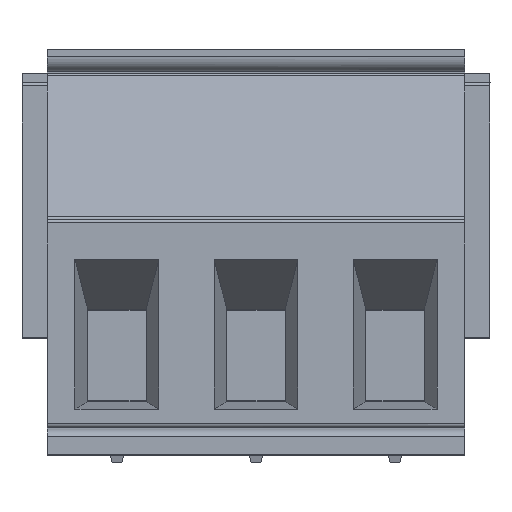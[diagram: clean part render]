
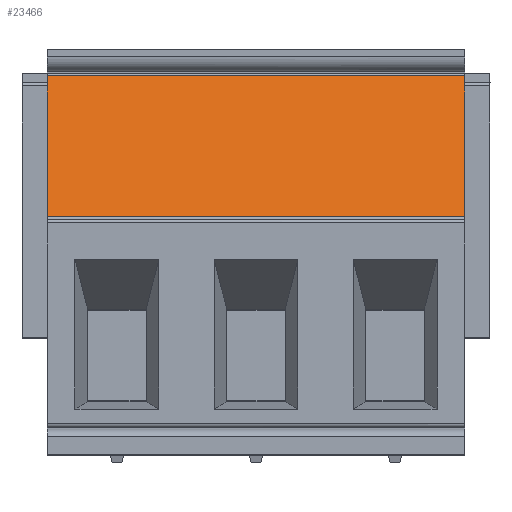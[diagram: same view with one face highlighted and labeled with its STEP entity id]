
A CAD part, top view. The second image highlights one B-rep face of the part: STEP entity #23466.
In plain terms, the highlighted free-form (B-spline) face has degree [1, 1] with [2, 2] control points.
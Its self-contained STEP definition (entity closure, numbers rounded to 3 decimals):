
#20884 = B_SPLINE_SURFACE_WITH_KNOTS('',1,1,(
    (#20885,#20886)
    ,(#20887,#20888
    )),.UNSPECIFIED.,.F.,.F.,.F.,(2,2),(2,2),(-7.269,
    0.681),(-5.675,5.425),
  .PIECEWISE_BEZIER_KNOTS.);
#20885 = CARTESIAN_POINT('',(0.638,-2.958,12.034));
#20886 = CARTESIAN_POINT('',(0.638,7.239,12.034));
#20887 = CARTESIAN_POINT('',(0.638,-2.958,4.731));
#20888 = CARTESIAN_POINT('',(0.638,7.239,4.731));
#20932 = B_SPLINE_SURFACE_WITH_KNOTS('',1,1,(
    (#20933,#20934)
    ,(#20935,#20936
  )),.UNSPECIFIED.,.F.,.F.,.F.,(2,2),(2,2),(-8.95,-1.),(0.,11.1),
  .PIECEWISE_BEZIER_KNOTS.);
#20933 = CARTESIAN_POINT('',(11.138,-2.958,12.034)
  );
#20934 = CARTESIAN_POINT('',(11.138,7.239,12.034));
#20935 = CARTESIAN_POINT('',(11.138,-2.958,4.731));
#20936 = CARTESIAN_POINT('',(11.138,7.239,4.731));
#21203 = VERTEX_POINT('',#21204);
#21204 = CARTESIAN_POINT('',(0.638,3.032,11.646));
#21218 = ( BOUNDED_SURFACE() B_SPLINE_SURFACE(2,1,(
    (#21219,#21220)
    ,(#21221,#21222)
    ,(#21223,#21224
)),.UNSPECIFIED.,.F.,.F.,.F.) B_SPLINE_SURFACE_WITH_KNOTS((3,3),(2,2),(
    4.712,5.98),(0.,11.43),.PIECEWISE_BEZIER_KNOTS.) 
GEOMETRIC_REPRESENTATION_ITEM() RATIONAL_B_SPLINE_SURFACE((
    (1.,1.)
    ,(0.806,0.806)
,(1.,1.))) REPRESENTATION_ITEM('') SURFACE() );
#21219 = CARTESIAN_POINT('',(0.638,2.967,11.734));
#21220 = CARTESIAN_POINT('',(11.138,2.967,11.734));
#21221 = CARTESIAN_POINT('',(0.638,2.967,11.666));
#21222 = CARTESIAN_POINT('',(11.138,2.967,11.666));
#21223 = CARTESIAN_POINT('',(0.638,3.032,11.646));
#21224 = CARTESIAN_POINT('',(11.138,3.032,11.646));
#21232 = EDGE_CURVE('',#21233,#21203,#21235,.T.);
#21233 = VERTEX_POINT('',#21234);
#21234 = CARTESIAN_POINT('',(0.638,6.577,10.538));
#21235 = SURFACE_CURVE('',#21236,(#21239,#21245),.PCURVE_S1.);
#21236 = B_SPLINE_CURVE_WITH_KNOTS('',1,(#21237,#21238),.UNSPECIFIED.,
  .F.,.F.,(2,2),(0.,4.044),
  .PIECEWISE_BEZIER_KNOTS.);
#21237 = CARTESIAN_POINT('',(0.638,6.577,10.538));
#21238 = CARTESIAN_POINT('',(0.638,3.032,11.646));
#21239 = PCURVE('',#20884,#21240);
#21240 = DEFINITIONAL_REPRESENTATION('',(#21241),#21244);
#21241 = B_SPLINE_CURVE_WITH_KNOTS('',1,(#21242,#21243),.UNSPECIFIED.,
  .F.,.F.,(2,2),(0.,4.044),
  .PIECEWISE_BEZIER_KNOTS.);
#21242 = CARTESIAN_POINT('',(-5.641,4.704));
#21243 = CARTESIAN_POINT('',(-6.847,0.845));
#21244 = ( GEOMETRIC_REPRESENTATION_CONTEXT(2) 
PARAMETRIC_REPRESENTATION_CONTEXT() REPRESENTATION_CONTEXT('2D SPACE',''
  ) );
#21245 = PCURVE('',#21246,#21251);
#21246 = B_SPLINE_SURFACE_WITH_KNOTS('',1,1,(
    (#21247,#21248)
    ,(#21249,#21250
    )),.UNSPECIFIED.,.F.,.F.,.F.,(2,2),(2,2),(-2.022,
    2.022),(0.,11.43),
  .PIECEWISE_BEZIER_KNOTS.);
#21247 = CARTESIAN_POINT('',(0.638,6.577,10.538));
#21248 = CARTESIAN_POINT('',(11.138,6.577,10.538));
#21249 = CARTESIAN_POINT('',(0.638,3.032,11.646));
#21250 = CARTESIAN_POINT('',(11.138,3.032,11.646));
#21251 = DEFINITIONAL_REPRESENTATION('',(#21252),#21255);
#21252 = B_SPLINE_CURVE_WITH_KNOTS('',1,(#21253,#21254),.UNSPECIFIED.,
  .F.,.F.,(2,2),(0.,4.044),
  .PIECEWISE_BEZIER_KNOTS.);
#21253 = CARTESIAN_POINT('',(-2.022,0.));
#21254 = CARTESIAN_POINT('',(2.022,0.));
#21255 = ( GEOMETRIC_REPRESENTATION_CONTEXT(2) 
PARAMETRIC_REPRESENTATION_CONTEXT() REPRESENTATION_CONTEXT('2D SPACE',''
  ) );
#21273 = ( BOUNDED_SURFACE() B_SPLINE_SURFACE(2,1,(
    (#21274,#21275)
    ,(#21276,#21277)
    ,(#21278,#21279
)),.UNSPECIFIED.,.F.,.F.,.F.) B_SPLINE_SURFACE_WITH_KNOTS((3,3),(2,2),(
    1.571,2.839),(0.,11.43),
.PIECEWISE_BEZIER_KNOTS.) GEOMETRIC_REPRESENTATION_ITEM() 
RATIONAL_B_SPLINE_SURFACE((
    (1.,1.)
    ,(0.806,0.806)
,(1.,1.))) REPRESENTATION_ITEM('') SURFACE() );
#21274 = CARTESIAN_POINT('',(0.638,6.641,10.45));
#21275 = CARTESIAN_POINT('',(11.138,6.641,10.45));
#21276 = CARTESIAN_POINT('',(0.638,6.641,10.518));
#21277 = CARTESIAN_POINT('',(11.138,6.641,10.518));
#21278 = CARTESIAN_POINT('',(0.638,6.577,10.538));
#21279 = CARTESIAN_POINT('',(11.138,6.577,10.538));
#21583 = VERTEX_POINT('',#21584);
#21584 = CARTESIAN_POINT('',(11.138,6.577,10.538));
#21605 = EDGE_CURVE('',#21583,#21606,#21608,.T.);
#21606 = VERTEX_POINT('',#21607);
#21607 = CARTESIAN_POINT('',(11.138,3.032,11.646));
#21608 = SURFACE_CURVE('',#21609,(#21612,#21618),.PCURVE_S1.);
#21609 = B_SPLINE_CURVE_WITH_KNOTS('',1,(#21610,#21611),.UNSPECIFIED.,
  .F.,.F.,(2,2),(0.,4.044),
  .PIECEWISE_BEZIER_KNOTS.);
#21610 = CARTESIAN_POINT('',(11.138,6.577,10.538));
#21611 = CARTESIAN_POINT('',(11.138,3.032,11.646));
#21612 = PCURVE('',#20932,#21613);
#21613 = DEFINITIONAL_REPRESENTATION('',(#21614),#21617);
#21614 = B_SPLINE_CURVE_WITH_KNOTS('',1,(#21615,#21616),.UNSPECIFIED.,
  .F.,.F.,(2,2),(0.,4.044),
  .PIECEWISE_BEZIER_KNOTS.);
#21615 = CARTESIAN_POINT('',(-7.322,10.38));
#21616 = CARTESIAN_POINT('',(-8.528,6.52));
#21617 = ( GEOMETRIC_REPRESENTATION_CONTEXT(2) 
PARAMETRIC_REPRESENTATION_CONTEXT() REPRESENTATION_CONTEXT('2D SPACE',''
  ) );
#21618 = PCURVE('',#21246,#21619);
#21619 = DEFINITIONAL_REPRESENTATION('',(#21620),#21623);
#21620 = B_SPLINE_CURVE_WITH_KNOTS('',1,(#21621,#21622),.UNSPECIFIED.,
  .F.,.F.,(2,2),(0.,4.044),
  .PIECEWISE_BEZIER_KNOTS.);
#21621 = CARTESIAN_POINT('',(-2.022,11.43));
#21622 = CARTESIAN_POINT('',(2.022,11.43));
#21623 = ( GEOMETRIC_REPRESENTATION_CONTEXT(2) 
PARAMETRIC_REPRESENTATION_CONTEXT() REPRESENTATION_CONTEXT('2D SPACE',''
  ) );
#23466 = ADVANCED_FACE('',(#23467),#21246,.T.);
#23467 = FACE_BOUND('',#23468,.T.);
#23468 = EDGE_LOOP('',(#23469,#23488,#23489,#23508));
#23469 = ORIENTED_EDGE('',*,*,#23470,.T.);
#23470 = EDGE_CURVE('',#21583,#21233,#23471,.T.);
#23471 = SURFACE_CURVE('',#23472,(#23475,#23481),.PCURVE_S1.);
#23472 = B_SPLINE_CURVE_WITH_KNOTS('',1,(#23473,#23474),.UNSPECIFIED.,
  .F.,.F.,(2,2),(-11.43,0.),.PIECEWISE_BEZIER_KNOTS.);
#23473 = CARTESIAN_POINT('',(11.138,6.577,10.538));
#23474 = CARTESIAN_POINT('',(0.638,6.577,10.538));
#23475 = PCURVE('',#21246,#23476);
#23476 = DEFINITIONAL_REPRESENTATION('',(#23477),#23480);
#23477 = B_SPLINE_CURVE_WITH_KNOTS('',1,(#23478,#23479),.UNSPECIFIED.,
  .F.,.F.,(2,2),(-11.43,0.),.PIECEWISE_BEZIER_KNOTS.);
#23478 = CARTESIAN_POINT('',(-2.022,11.43));
#23479 = CARTESIAN_POINT('',(-2.022,0.));
#23480 = ( GEOMETRIC_REPRESENTATION_CONTEXT(2) 
PARAMETRIC_REPRESENTATION_CONTEXT() REPRESENTATION_CONTEXT('2D SPACE',''
  ) );
#23481 = PCURVE('',#21273,#23482);
#23482 = DEFINITIONAL_REPRESENTATION('',(#23483),#23487);
#23483 = B_SPLINE_CURVE_WITH_KNOTS('',2,(#23484,#23485,#23486),
  .UNSPECIFIED.,.F.,.F.,(3,3),(-11.43,0.),
  .PIECEWISE_BEZIER_KNOTS.);
#23484 = CARTESIAN_POINT('',(2.839,11.43));
#23485 = CARTESIAN_POINT('',(2.839,5.715));
#23486 = CARTESIAN_POINT('',(2.839,0.));
#23487 = ( GEOMETRIC_REPRESENTATION_CONTEXT(2) 
PARAMETRIC_REPRESENTATION_CONTEXT() REPRESENTATION_CONTEXT('2D SPACE',''
  ) );
#23488 = ORIENTED_EDGE('',*,*,#21232,.T.);
#23489 = ORIENTED_EDGE('',*,*,#23490,.T.);
#23490 = EDGE_CURVE('',#21203,#21606,#23491,.T.);
#23491 = SURFACE_CURVE('',#23492,(#23495,#23501),.PCURVE_S1.);
#23492 = B_SPLINE_CURVE_WITH_KNOTS('',1,(#23493,#23494),.UNSPECIFIED.,
  .F.,.F.,(2,2),(0.,11.43),.PIECEWISE_BEZIER_KNOTS.);
#23493 = CARTESIAN_POINT('',(0.638,3.032,11.646));
#23494 = CARTESIAN_POINT('',(11.138,3.032,11.646));
#23495 = PCURVE('',#21246,#23496);
#23496 = DEFINITIONAL_REPRESENTATION('',(#23497),#23500);
#23497 = B_SPLINE_CURVE_WITH_KNOTS('',1,(#23498,#23499),.UNSPECIFIED.,
  .F.,.F.,(2,2),(0.,11.43),.PIECEWISE_BEZIER_KNOTS.);
#23498 = CARTESIAN_POINT('',(2.022,0.));
#23499 = CARTESIAN_POINT('',(2.022,11.43));
#23500 = ( GEOMETRIC_REPRESENTATION_CONTEXT(2) 
PARAMETRIC_REPRESENTATION_CONTEXT() REPRESENTATION_CONTEXT('2D SPACE',''
  ) );
#23501 = PCURVE('',#21218,#23502);
#23502 = DEFINITIONAL_REPRESENTATION('',(#23503),#23507);
#23503 = B_SPLINE_CURVE_WITH_KNOTS('',2,(#23504,#23505,#23506),
  .UNSPECIFIED.,.F.,.F.,(3,3),(0.,11.43),
  .PIECEWISE_BEZIER_KNOTS.);
#23504 = CARTESIAN_POINT('',(5.98,0.));
#23505 = CARTESIAN_POINT('',(5.98,5.715));
#23506 = CARTESIAN_POINT('',(5.98,11.43));
#23507 = ( GEOMETRIC_REPRESENTATION_CONTEXT(2) 
PARAMETRIC_REPRESENTATION_CONTEXT() REPRESENTATION_CONTEXT('2D SPACE',''
  ) );
#23508 = ORIENTED_EDGE('',*,*,#21605,.F.);
